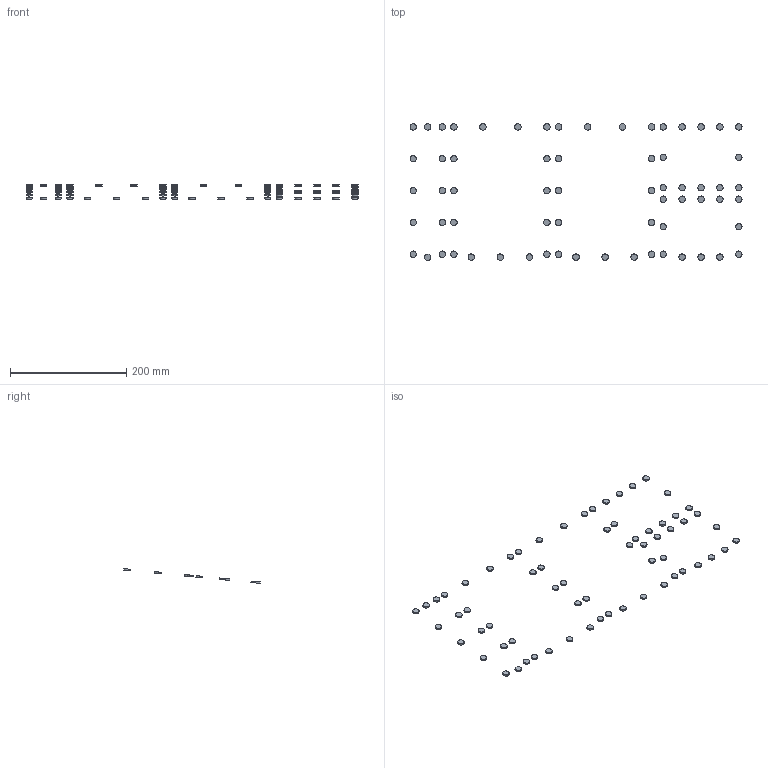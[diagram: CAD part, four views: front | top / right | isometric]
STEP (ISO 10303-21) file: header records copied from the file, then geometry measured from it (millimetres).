
FILE_DESCRIPTION(/* description */ (''),/* implementation_level */ '2;1');
FILE_NAME(/* name */ 'Screw-Covers.step',/* time_stamp */ '2025-12-01T21:04:07+01:00',/* author */ (''),/* organization */ (''),/* preprocessor_version */ 'ST-DEVELOPER v20.1',/* originating_system */ 'Autodesk Translation Framework v14.17.0.0',/* authorisation */ '');
FILE_SCHEMA (('AUTOMOTIVE_DESIGN { 1 0 10303 214 3 1 1 }'));
Length unit declared in the file: millimetre
Products named in the file (67): PreSonus StudioLive_16.0.2; frontmodule-screwcover; Komponente23; Komponente22; Komponente24; Komponente25; Komponente26; Komponente27; Komponente28; Komponente29; Komponente30; Komponente31; Komponente33; Komponente34; Komponente35; Komponente36; Komponente37; Komponente38; Komponente39; Komponente40; Komponente41; Komponente42; Komponente43; Komponente44; Komponente45; Komponente46; Komponente47; Komponente48; Komponente49; Komponente50; Komponente51; Komponente52; Komponente53; Komponente54; Komponente55; Komponente56; Komponente57; Komponente58; Komponente59; Komponente60 ...
Assembly tree (66 placements, depth 4):
  PreSonus StudioLive_16.0.2
    frontmodule-screwcover
      Komponente23
        Komponente22
        Komponente24
        Komponente25
        Komponente26
        Komponente27
        Komponente28
        Komponente29
        Komponente30
        Komponente31
      Komponente33
      Komponente34
      Komponente35
      Komponente36
      Komponente37
      Komponente38
      Komponente39
      Komponente40
      Komponente41
      Komponente42
      Komponente43
      Komponente44
      Komponente45
      Komponente46
      Komponente47
      Komponente48
      Komponente49
      Komponente50
      Komponente51
      Komponente52
      Komponente53
      Komponente54
      Komponente55
      Komponente56
      Komponente57
      Komponente58
      Komponente59
      Komponente60
      Komponente61
      Komponente62
      Komponente63
      Komponente64
      Komponente65
      Komponente66
      Komponente67
      Komponente68
      Komponente69
      Komponente70
      Komponente71
      Komponente72
      Komponente73
      Komponente74
      Komponente75
      Komponente76
      Komponente77
      Komponente78
      Komponente79
      Komponente80
Bounding box: 571 x 235.12 x 25.5 mm (x, y, z)
Volume: 15676.6 mm3; surface area: 18242.9 mm2
Topology: 66 solids, 66 shells, 199 faces, 201 edges, 134 vertices
Faces by surface type: plane 133, cylinder 66
Full cylindrical faces by diameter (mm): 11 x65
Entity records: 5794 total; most frequent: DIRECTION 999, CARTESIAN_POINT 668, AXIS2_PLACEMENT_3D 465, ORIENTED_EDGE 402, EDGE_CURVE 201, FACE_OUTER_BOUND 199, EDGE_LOOP 199, ADVANCED_FACE 199
